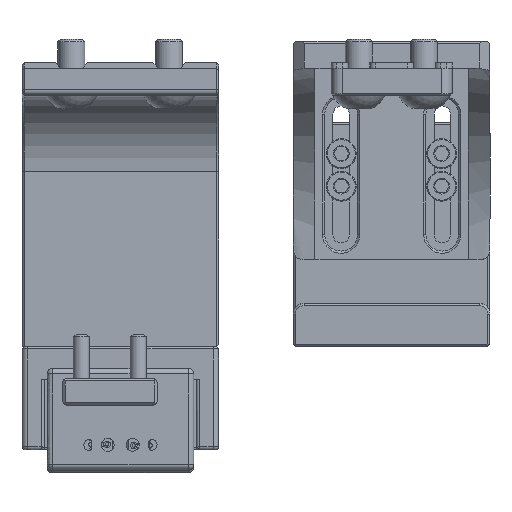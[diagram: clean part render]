
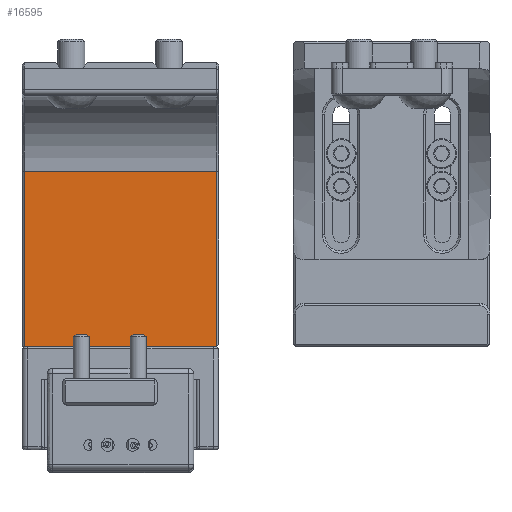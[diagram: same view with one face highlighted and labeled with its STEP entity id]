
A CAD part, top view. The second image highlights one B-rep face of the part: STEP entity #16595.
In plain terms, the highlighted planar face has unit normal (0, 0, 1).
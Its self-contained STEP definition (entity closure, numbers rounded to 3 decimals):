
#2059=LINE('',#29285,#3420);
#2095=LINE('',#29393,#3456);
#2099=LINE('',#29401,#3460);
#2100=LINE('',#29402,#3461);
#3420=VECTOR('',#21542,10.);
#3456=VECTOR('',#21648,10.);
#3460=VECTOR('',#21654,10.);
#3461=VECTOR('',#21655,10.);
#4702=FACE_OUTER_BOUND('',#5740,.T.);
#5740=EDGE_LOOP('',(#13946,#13947,#13948,#13949));
#7720=VERTEX_POINT('',#29272);
#7725=VERTEX_POINT('',#29283);
#7752=VERTEX_POINT('',#29392);
#7755=VERTEX_POINT('',#29400);
#9824=EDGE_CURVE('',#7725,#7720,#2059,.T.);
#9874=EDGE_CURVE('',#7720,#7752,#2095,.F.);
#9878=EDGE_CURVE('',#7755,#7725,#2099,.T.);
#9879=EDGE_CURVE('',#7752,#7755,#2100,.T.);
#13946=ORIENTED_EDGE('',*,*,#9824,.F.);
#13947=ORIENTED_EDGE('',*,*,#9878,.F.);
#13948=ORIENTED_EDGE('',*,*,#9879,.F.);
#13949=ORIENTED_EDGE('',*,*,#9874,.F.);
#15793=PLANE('',#18164);
#16595=ADVANCED_FACE('',(#4702),#15793,.T.);
#18164=AXIS2_PLACEMENT_3D('',#29399,#21652,#21653);
#21542=DIRECTION('',(0.,-1.,0.));
#21648=DIRECTION('',(1.,0.,0.));
#21652=DIRECTION('center_axis',(0.,0.,
1.));
#21653=DIRECTION('ref_axis',(0.,1.,0.));
#21654=DIRECTION('',(1.,0.,0.));
#21655=DIRECTION('',(0.,1.,0.));
#29272=CARTESIAN_POINT('',(146.355,296.749,2.5));
#29283=CARTESIAN_POINT('',(146.355,329.029,2.5));
#29285=CARTESIAN_POINT('',(146.355,309.471,2.5));
#29392=CARTESIAN_POINT('',(110.9,296.749,2.5));
#29393=CARTESIAN_POINT('',(145.255,296.749,2.5));
#29399=CARTESIAN_POINT('Origin',(145.255,296.285,2.5));
#29400=CARTESIAN_POINT('',(110.9,329.029,2.5));
#29401=CARTESIAN_POINT('',(145.255,329.029,2.5));
#29402=CARTESIAN_POINT('',(110.9,309.471,2.5));
